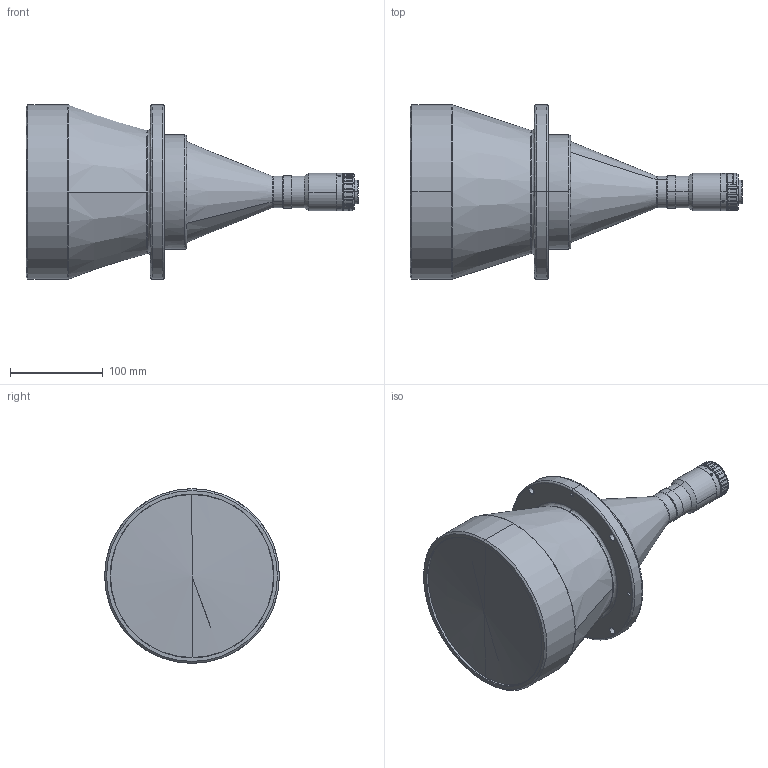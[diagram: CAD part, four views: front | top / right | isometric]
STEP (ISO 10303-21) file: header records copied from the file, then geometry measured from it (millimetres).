
FILE_DESCRIPTION (( 'STEP AP203' ), '1' );
FILE_NAME ('DTCM111-150-AL.STEP', '2019-05-23T06:03:50', ( '' ), ( '' ), 'SwSTEP 2.0', 'SolidWorks 2017', '' );
FILE_SCHEMA (( 'CONFIG_CONTROL_DESIGN' ));
Length unit declared in the file: millimetre
Products named in the file (1): DTCM111-150-AL
Bounding box: 357.58 x 188 x 188 mm (x, y, z)
Volume: 4192700.5 mm3; surface area: 187902.5 mm2
Topology: 1 solids, 1 shells, 162 faces, 420 edges, 266 vertices
Faces by surface type: cylinder 89, cone 38, plane 21, bspline 14
Entity records: 6177 total; most frequent: CARTESIAN_POINT 2233, ORIENTED_EDGE 828, DIRECTION 798, EDGE_CURVE 414, AXIS2_PLACEMENT_3D 329, VERTEX_POINT 266, EDGE_LOOP 192, CIRCLE 180
